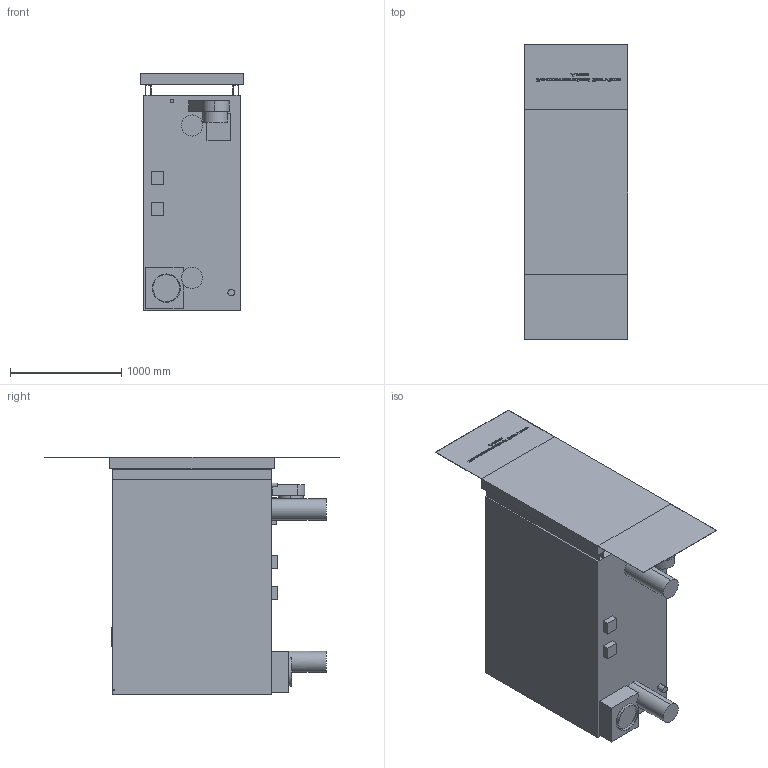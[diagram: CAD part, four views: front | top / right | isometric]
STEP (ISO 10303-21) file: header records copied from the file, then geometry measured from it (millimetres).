
FILE_DESCRIPTION (( 'STEP AP214' ), '1' );
FILE_NAME ('CFT, 3D BLOCK, 2.0.STEP', '2020-03-16T17:08:40', ( '' ), ( '' ), 'SwSTEP 2.0', 'SolidWorks 2017', '' );
FILE_SCHEMA (( 'AUTOMOTIVE_DESIGN' ));
Length unit declared in the file: inch
Products named in the file (1): CFT, 3D BLOCK, 2.0
Bounding box: 927.1 x 2649.86 x 2136.67 mm (x, y, z)
Volume: 2640025331 mm3; surface area: 19510996.4 mm2
Topology: 2 solids, 2 shells, 687 faces, 1812 edges, 1208 vertices
Faces by surface type: plane 385, bspline 286, cylinder 16
Entity records: 38487 total; most frequent: CARTESIAN_POINT 23338, ORIENTED_EDGE 3624, DIRECTION 2078, EDGE_CURVE 1812, VERTEX_POINT 1208, LINE 1206, VECTOR 1206, EDGE_LOOP 770
